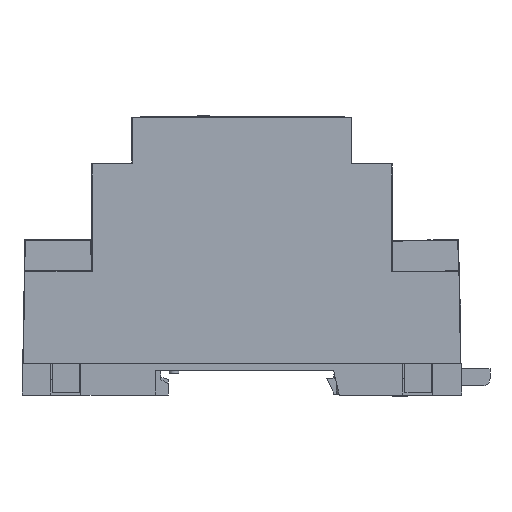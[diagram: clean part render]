
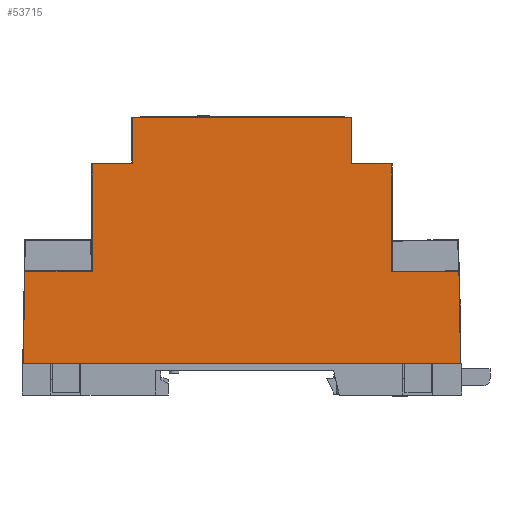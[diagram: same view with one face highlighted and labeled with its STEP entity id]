
A CAD part, front view. The second image highlights one B-rep face of the part: STEP entity #53715.
In plain terms, the highlighted face is planar.
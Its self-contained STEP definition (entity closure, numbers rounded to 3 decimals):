
#3498=FACE_OUTER_BOUND($,#6485,.T.);
#6485=EDGE_LOOP($,(#37284,#37285,#37286,#37287,#37288,#37289,#37290,#37291,
#37292,#37293,#37294,#37295));
#11041=LINE($,#73968,#17104);
#11109=LINE($,#74105,#17172);
#11110=LINE($,#74107,#17173);
#11111=LINE($,#74109,#17174);
#11112=LINE($,#74110,#17175);
#11113=LINE($,#74112,#17176);
#11114=LINE($,#74114,#17177);
#11115=LINE($,#74116,#17178);
#11116=LINE($,#74118,#17179);
#11117=LINE($,#74120,#17180);
#11118=LINE($,#74122,#17181);
#11119=LINE($,#74123,#17182);
#17104=VECTOR($,#61210,89.7);
#17172=VECTOR($,#61310,8.24);
#17173=VECTOR($,#61311,22.003);
#17174=VECTOR($,#61312,13.81);
#17175=VECTOR($,#61313,18.908);
#17176=VECTOR($,#61314,18.908);
#17177=VECTOR($,#61315,13.81);
#17178=VECTOR($,#61316,22.003);
#17179=VECTOR($,#61317,8.24);
#17180=VECTOR($,#61318,9.501);
#17181=VECTOR($,#61319,44.94);
#17182=VECTOR($,#61320,9.501);
#22984=VERTEX_POINT($,#73965);
#22985=VERTEX_POINT($,#73967);
#23037=VERTEX_POINT($,#74103);
#23038=VERTEX_POINT($,#74104);
#23039=VERTEX_POINT($,#74106);
#23040=VERTEX_POINT($,#74108);
#23041=VERTEX_POINT($,#74111);
#23042=VERTEX_POINT($,#74113);
#23043=VERTEX_POINT($,#74115);
#23044=VERTEX_POINT($,#74117);
#23045=VERTEX_POINT($,#74119);
#23046=VERTEX_POINT($,#74121);
#28466=EDGE_CURVE($,#22984,#22985,#11041,.T.);
#28537=EDGE_CURVE($,#23037,#23038,#11109,.T.);
#28538=EDGE_CURVE($,#23039,#23037,#11110,.T.);
#28539=EDGE_CURVE($,#23040,#23039,#11111,.T.);
#28540=EDGE_CURVE($,#22985,#23040,#11112,.T.);
#28541=EDGE_CURVE($,#23041,#22984,#11113,.T.);
#28542=EDGE_CURVE($,#23042,#23041,#11114,.T.);
#28543=EDGE_CURVE($,#23043,#23042,#11115,.T.);
#28544=EDGE_CURVE($,#23044,#23043,#11116,.T.);
#28545=EDGE_CURVE($,#23045,#23044,#11117,.T.);
#28546=EDGE_CURVE($,#23046,#23045,#11118,.T.);
#28547=EDGE_CURVE($,#23038,#23046,#11119,.T.);
#37284=ORIENTED_EDGE($,*,*,#28537,.F.);
#37285=ORIENTED_EDGE($,*,*,#28538,.F.);
#37286=ORIENTED_EDGE($,*,*,#28539,.F.);
#37287=ORIENTED_EDGE($,*,*,#28540,.F.);
#37288=ORIENTED_EDGE($,*,*,#28466,.F.);
#37289=ORIENTED_EDGE($,*,*,#28541,.F.);
#37290=ORIENTED_EDGE($,*,*,#28542,.F.);
#37291=ORIENTED_EDGE($,*,*,#28543,.F.);
#37292=ORIENTED_EDGE($,*,*,#28544,.F.);
#37293=ORIENTED_EDGE($,*,*,#28545,.F.);
#37294=ORIENTED_EDGE($,*,*,#28546,.F.);
#37295=ORIENTED_EDGE($,*,*,#28547,.F.);
#51650=PLANE($,#56849);
#53715=ADVANCED_FACE($,(#3498),#51650,.T.);
#56849=AXIS2_PLACEMENT_3D($,#74102,#61308,#61309);
#61210=DIRECTION($,(0.,0.,-1.));
#61308=DIRECTION('center_axis',(1.,-0.017,0.));
#61309=DIRECTION('ref_axis',(0.,0.,1.));
#61310=DIRECTION($,(0.,0.,1.));
#61311=DIRECTION($,(-0.017,-1.,0.));
#61312=DIRECTION($,(0.,0.,1.));
#61313=DIRECTION($,(-0.017,-1.,0.017));
#61314=DIRECTION($,(0.017,1.,0.017));
#61315=DIRECTION($,(0.,0.,1.));
#61316=DIRECTION($,(0.017,1.,0.));
#61317=DIRECTION($,(0.,0.,1.));
#61318=DIRECTION($,(0.017,1.,0.));
#61319=DIRECTION($,(0.,0.,1.));
#61320=DIRECTION($,(-0.017,-1.,0.));
#73965=CARTESIAN_POINT('',(0.,0.,-0.1));
#73967=CARTESIAN_POINT('',(0.,0.,
-89.8));
#73968=CARTESIAN_POINT($,(0.,0.,-0.1));
#74102=CARTESIAN_POINT('Origin',(1.906,109.207,-89.9));
#74103=CARTESIAN_POINT('',(-0.714,-40.902,-75.66));
#74104=CARTESIAN_POINT('',(-0.714,-40.902,-67.42));
#74105=CARTESIAN_POINT($,(-0.714,-40.902,-75.66));
#74106=CARTESIAN_POINT('',(-0.33,-18.902,-75.66));
#74107=CARTESIAN_POINT($,(-0.33,-18.902,-75.66));
#74108=CARTESIAN_POINT('',(-0.33,-18.902,-89.47));
#74109=CARTESIAN_POINT($,(-0.33,-18.902,-89.47));
#74110=CARTESIAN_POINT($,(0.,0.,-89.8));
#74111=CARTESIAN_POINT('',(-0.33,-18.902,-0.43));
#74112=CARTESIAN_POINT($,(-0.33,-18.902,-0.43));
#74113=CARTESIAN_POINT('',(-0.33,-18.902,-14.24));
#74114=CARTESIAN_POINT($,(-0.33,-18.902,-14.24));
#74115=CARTESIAN_POINT('',(-0.714,-40.902,-14.24));
#74116=CARTESIAN_POINT($,(-0.714,-40.902,-14.24));
#74117=CARTESIAN_POINT('',(-0.714,-40.902,-22.48));
#74118=CARTESIAN_POINT($,(-0.714,-40.902,-22.48));
#74119=CARTESIAN_POINT('',(-0.88,-50.402,-22.48));
#74120=CARTESIAN_POINT($,(-0.88,-50.402,-22.48));
#74121=CARTESIAN_POINT('',(-0.88,-50.402,-67.42));
#74122=CARTESIAN_POINT($,(-0.88,-50.402,-67.42));
#74123=CARTESIAN_POINT($,(-0.714,-40.902,-67.42));
